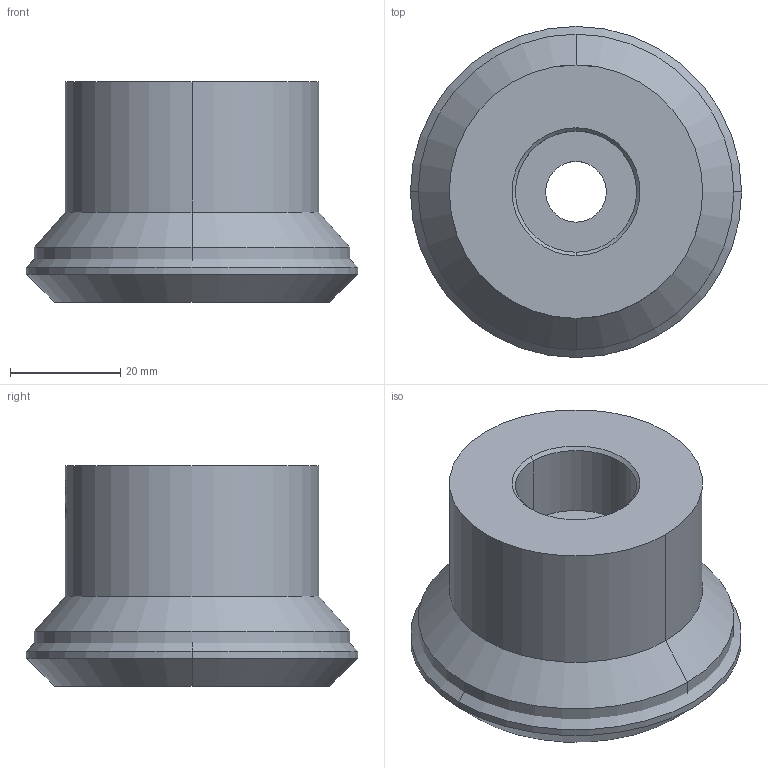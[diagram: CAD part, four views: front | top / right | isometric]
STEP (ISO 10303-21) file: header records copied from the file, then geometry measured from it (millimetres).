
FILE_DESCRIPTION(('no description'),'unknown implementation level');
FILE_NAME('solidA8VtWGmFCpQDV5tTs3BNVOIlICo_1.STP',' ',('CIMSOURCE GmbH'),('CADClick - KiM GmbH - www.kimweb.de'),'unknown preprocess','ACIS','unknown authorization');
FILE_SCHEMA(('automotive_design'));
Length unit declared in the file: millimetre
Products named in the file (2): 1; 2
Bounding box: 60.13 x 60.13 x 40 mm (x, y, z)
Volume: 63375.1 mm3; surface area: 17092.7 mm2
Topology: 2 solids, 2 shells, 52 faces, 117 edges, 72 vertices
Faces by surface type: cylinder 22, cone 18, plane 12
Entity records: 3230 total; most frequent: CARTESIAN_POINT 626, DIRECTION 269, STYLED_ITEM 243, PRESENTATION_STYLE_ASSIGNMENT 243, COLOUR_RGB 243, ORIENTED_EDGE 234, EDGE_CURVE 117, CURVE_STYLE 117
